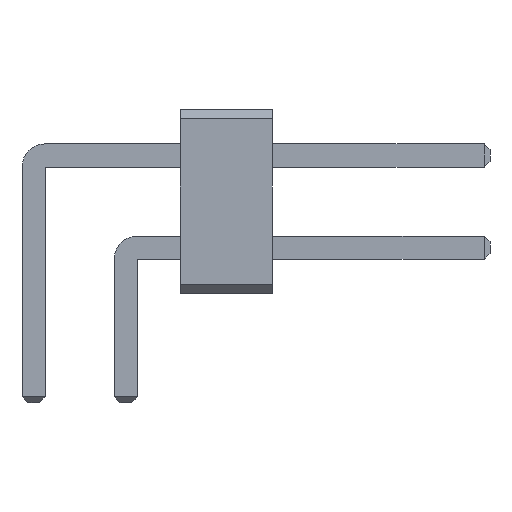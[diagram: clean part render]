
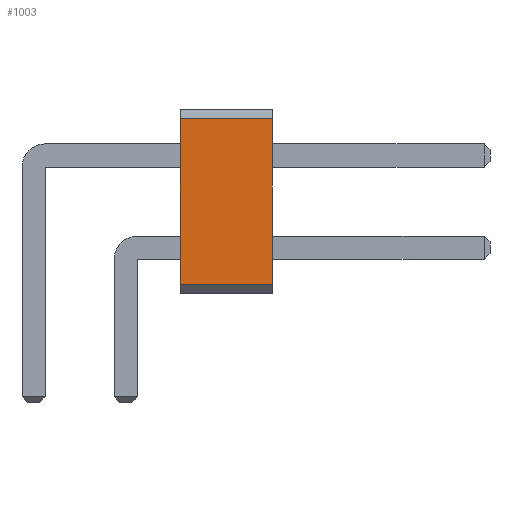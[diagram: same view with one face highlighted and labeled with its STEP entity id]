
A CAD part, front view. The second image highlights one B-rep face of the part: STEP entity #1003.
In plain terms, the highlighted planar face has unit normal (0, -1, 0).
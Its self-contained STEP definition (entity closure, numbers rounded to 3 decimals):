
#13=DIRECTION('',(0.,0.,1.));
#27=VECTOR('',#28,1.);
#28=DIRECTION('',(1.,0.,0.));
#57=DIRECTION('',(0.,-1.,0.));
#990=VERTEX_POINT('',#991);
#991=CARTESIAN_POINT('',(6.58,-41.91,0.254));
#994=EDGE_CURVE('',#995,#990,#997,.T.);
#995=VERTEX_POINT('',#996);
#996=CARTESIAN_POINT('',(4.04,-41.91,0.254));
#997=LINE('',#996,#27);
#1003=ADVANCED_FACE('',(#1004),#1021,.T.);
#1004=FACE_BOUND('',#1005,.T.);
#1005=EDGE_LOOP('',(#1006,#1007,#1013,#1018));
#1006=ORIENTED_EDGE('',*,*,#994,.T.);
#1007=ORIENTED_EDGE('',*,*,#1008,.T.);
#1008=EDGE_CURVE('',#990,#1009,#1011,.T.);
#1009=VERTEX_POINT('',#1010);
#1010=CARTESIAN_POINT('',(6.58,-41.91,4.826));
#1011=LINE('',#991,#1012);
#1012=VECTOR('',#13,1.);
#1013=ORIENTED_EDGE('',*,*,#1014,.F.);
#1014=EDGE_CURVE('',#1015,#1009,#1017,.T.);
#1015=VERTEX_POINT('',#1016);
#1016=CARTESIAN_POINT('',(4.04,-41.91,4.826));
#1017=LINE('',#1016,#27);
#1018=ORIENTED_EDGE('',*,*,#1019,.F.);
#1019=EDGE_CURVE('',#995,#1015,#1020,.T.);
#1020=LINE('',#996,#1012);
#1021=PLANE('',#1022);
#1022=AXIS2_PLACEMENT_3D('',#996,#57,#13);
